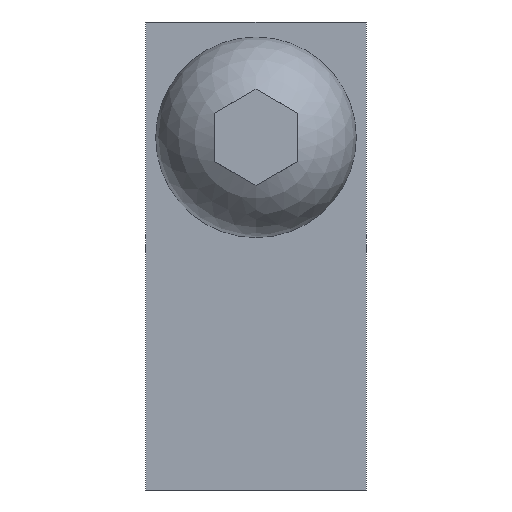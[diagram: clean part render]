
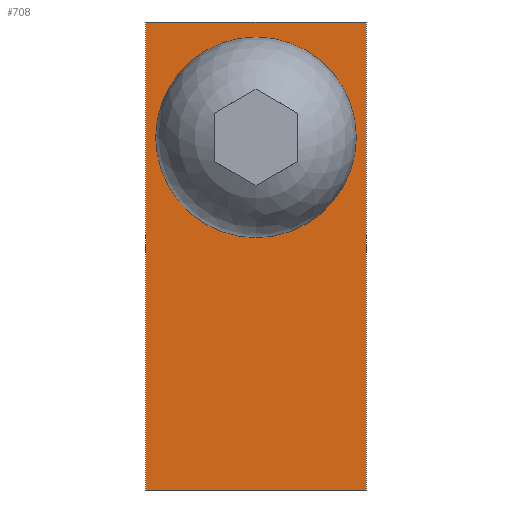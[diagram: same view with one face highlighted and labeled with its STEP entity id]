
A CAD part, front view. The second image highlights one B-rep face of the part: STEP entity #708.
In plain terms, the highlighted face is planar.
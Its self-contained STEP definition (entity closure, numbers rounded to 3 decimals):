
#31=FACE_BOUND('',#88,.T.);
#46=FACE_OUTER_BOUND('',#87,.T.);
#87=EDGE_LOOP('',(#514,#515,#516,#517));
#88=EDGE_LOOP('',(#518));
#132=LINE('',#1080,#207);
#133=LINE('',#1082,#208);
#134=LINE('',#1084,#209);
#135=LINE('',#1085,#210);
#207=VECTOR('',#875,1.);
#208=VECTOR('',#876,1.);
#209=VECTOR('',#877,1.);
#210=VECTOR('',#878,1.);
#280=CIRCLE('',#765,4.2);
#311=VERTEX_POINT('',#1078);
#312=VERTEX_POINT('',#1079);
#313=VERTEX_POINT('',#1081);
#314=VERTEX_POINT('',#1083);
#315=VERTEX_POINT('',#1086);
#387=EDGE_CURVE('',#311,#312,#132,.T.);
#388=EDGE_CURVE('',#312,#313,#133,.T.);
#389=EDGE_CURVE('',#313,#314,#134,.T.);
#390=EDGE_CURVE('',#311,#314,#135,.T.);
#391=EDGE_CURVE('',#315,#315,#280,.F.);
#514=ORIENTED_EDGE('',*,*,#387,.T.);
#515=ORIENTED_EDGE('',*,*,#388,.T.);
#516=ORIENTED_EDGE('',*,*,#389,.T.);
#517=ORIENTED_EDGE('',*,*,#390,.F.);
#518=ORIENTED_EDGE('',*,*,#391,.F.);
#673=PLANE('',#764);
#708=ADVANCED_FACE('',(#46,#31),#673,.T.);
#764=AXIS2_PLACEMENT_3D('',#1077,#873,#874);
#765=AXIS2_PLACEMENT_3D('',#1087,#879,#880);
#873=DIRECTION('center_axis',(1.,0.,0.));
#874=DIRECTION('ref_axis',(0.,0.,-1.));
#875=DIRECTION('',(0.,0.,-1.));
#876=DIRECTION('',(0.,1.,0.));
#877=DIRECTION('',(0.,0.,1.));
#878=DIRECTION('',(0.,1.,0.));
#879=DIRECTION('center_axis',(-1.,0.,0.));
#880=DIRECTION('ref_axis',(0.,0.,1.));
#1077=CARTESIAN_POINT('Origin',(7.7,-4.,-6.9));
#1078=CARTESIAN_POINT('',(7.7,-6.6,21.1));
#1079=CARTESIAN_POINT('',(7.7,-6.6,-6.9));
#1080=CARTESIAN_POINT('',(7.7,-6.6,21.1));
#1081=CARTESIAN_POINT('',(7.7,6.6,-6.9));
#1082=CARTESIAN_POINT('',(7.7,-6.6,-6.9));
#1083=CARTESIAN_POINT('',(7.7,6.6,21.1));
#1084=CARTESIAN_POINT('',(7.7,6.6,-6.9));
#1085=CARTESIAN_POINT('',(7.7,-4.,21.1));
#1086=CARTESIAN_POINT('',(7.7,0.,-4.2));
#1087=CARTESIAN_POINT('Origin',(7.7,0.,0.));
